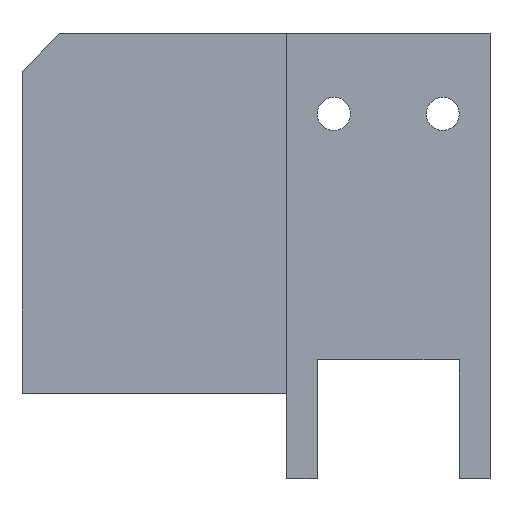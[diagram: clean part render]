
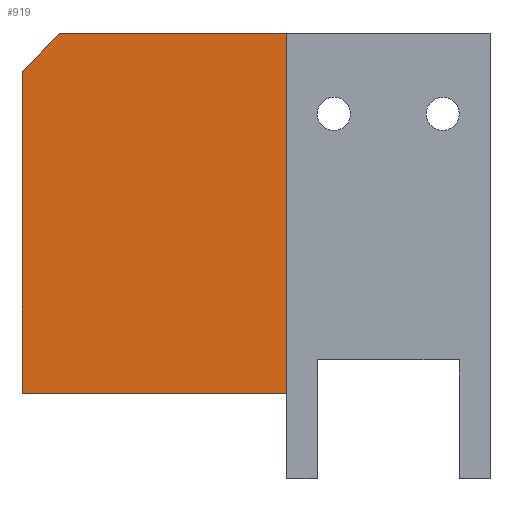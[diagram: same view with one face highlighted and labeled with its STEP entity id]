
A CAD part, top view. The second image highlights one B-rep face of the part: STEP entity #919.
In plain terms, the highlighted planar face has unit normal (0, 0, 1).
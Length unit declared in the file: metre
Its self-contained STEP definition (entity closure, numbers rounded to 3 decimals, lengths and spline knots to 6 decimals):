
#217=ORIENTED_EDGE('',*,*,#383,.T.);
#218=ORIENTED_EDGE('',*,*,#385,.T.);
#219=ORIENTED_EDGE('',*,*,#313,.T.);
#220=ORIENTED_EDGE('',*,*,#351,.F.);
#221=ORIENTED_EDGE('',*,*,#386,.T.);
#313=EDGE_CURVE('',#439,#440,#526,.T.);
#351=EDGE_CURVE('',#462,#440,#564,.T.);
#383=EDGE_CURVE('',#480,#479,#592,.T.);
#385=EDGE_CURVE('',#479,#439,#594,.T.);
#386=EDGE_CURVE('',#462,#480,#595,.T.);
#439=VERTEX_POINT('',#1306);
#440=VERTEX_POINT('',#1307);
#462=VERTEX_POINT('',#1379);
#479=VERTEX_POINT('',#1443);
#480=VERTEX_POINT('',#1445);
#526=LINE('',#1305,#650);
#564=LINE('',#1380,#688);
#592=LINE('',#1444,#716);
#594=LINE('',#1448,#718);
#595=LINE('',#1450,#719);
#650=VECTOR('',#1044,1.);
#688=VECTOR('',#1108,1.);
#716=VECTOR('',#1174,1.);
#718=VECTOR('',#1178,1.);
#719=VECTOR('',#1181,1.);
#772=EDGE_LOOP('',(#217,#218,#219,#220,#221));
#825=FACE_BOUND('',#772,.T.);
#874=PLANE('',#983);
#919=ADVANCED_FACE('',(#825),#874,.T.);
#983=AXIS2_PLACEMENT_3D('',#1451,#1182,#1183);
#1044=DIRECTION('',(0.,1.,0.));
#1108=DIRECTION('',(1.,0.,0.));
#1174=DIRECTION('',(0.,-1.,0.));
#1178=DIRECTION('',(1.,0.,0.));
#1181=DIRECTION('',(-0.707,-0.707,0.));
#1182=DIRECTION('',(0.,0.,1.));
#1183=DIRECTION('',(1.,0.,0.));
#1305=CARTESIAN_POINT('',(-0.01075,-0.01375,0.0121));
#1306=CARTESIAN_POINT('',(-0.01075,-0.0145,0.0121));
#1307=CARTESIAN_POINT('',(-0.01075,0.0235,0.0121));
#1379=CARTESIAN_POINT('',(-0.0347,0.0235,0.0121));
#1380=CARTESIAN_POINT('',(0.,0.0235,0.0121));
#1443=CARTESIAN_POINT('',(-0.0387,-0.0145,0.0121));
#1444=CARTESIAN_POINT('',(-0.0387,0.0025,0.0121));
#1445=CARTESIAN_POINT('',(-0.0387,0.0195,0.0121));
#1448=CARTESIAN_POINT('',(-0.024725,-0.0145,0.0121));
#1450=CARTESIAN_POINT('',(-0.0367,0.0215,0.0121));
#1451=CARTESIAN_POINT('',(-0.013975,0.,0.0121));
